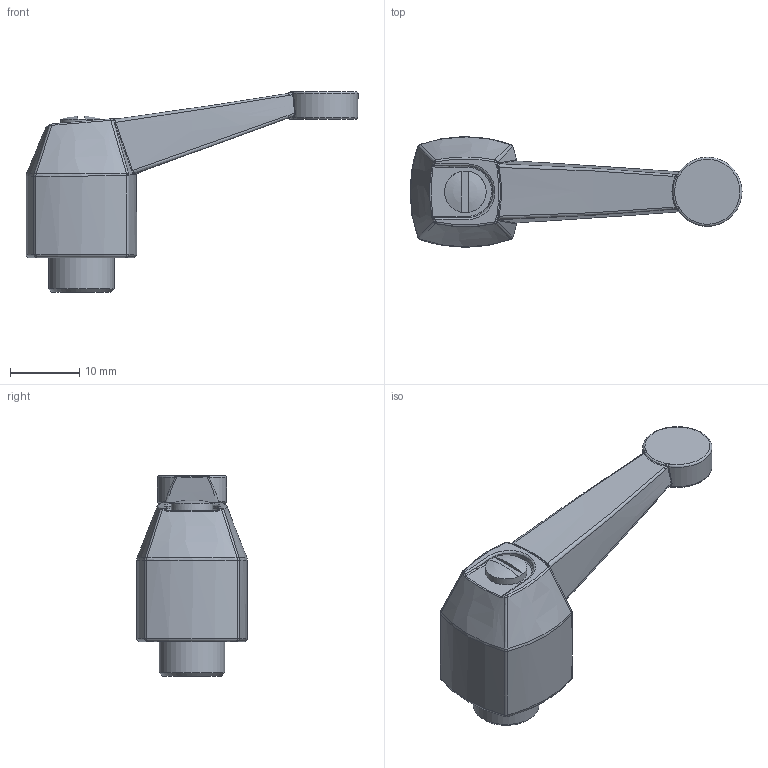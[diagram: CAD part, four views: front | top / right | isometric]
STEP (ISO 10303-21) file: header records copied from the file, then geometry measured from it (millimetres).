
FILE_DESCRIPTION( ( 'Unknown' ), '1' );
FILE_NAME( '7740015_NM40_B_M06.stp', 'Unknown', ( 'Unknown' ), ( 'Unknown' ), 'PSStep 14.0', 'Unknown', ' ' );
FILE_SCHEMA( ( 'AUTOMOTIVE_DESIGN { 1 0 10303 214 1 1 1 1 }' ) );
Length unit declared in the file: millimetre
Products named in the file (1): 1
Bounding box: 48 x 16 x 29 mm (x, y, z)
Volume: 5057.8 mm3; surface area: 2688.9 mm2
Topology: 1 solids, 1 shells, 142 faces, 322 edges, 181 vertices
Faces by surface type: bspline 93, cylinder 17, plane 13, sphere 10, torus 6, cone 2, offset 1
Full cylindrical faces by diameter (mm): 4.917 x2, 6 x1, 9.5 x1
Entity records: 15932 total; most frequent: CARTESIAN_POINT 12418, ORIENTED_EDGE 616, EDGE_CURVE 308, DIRECTION 290, B_SPLINE_CURVE_WITH_KNOTS 199, VERTEX_POINT 178, EDGE_LOOP 151, FACE_OUTER_BOUND 146
